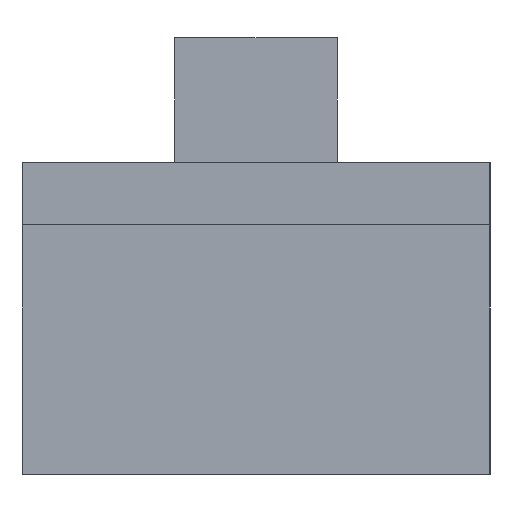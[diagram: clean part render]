
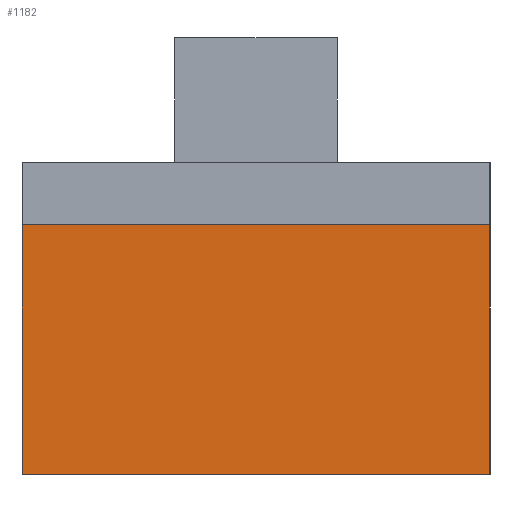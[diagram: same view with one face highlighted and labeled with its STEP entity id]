
A CAD part, left-side view. The second image highlights one B-rep face of the part: STEP entity #1182.
In plain terms, the highlighted planar face has unit normal (-1, 0, 0).
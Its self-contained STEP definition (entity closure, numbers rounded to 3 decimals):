
#259 = PLANE('',#260);
#260 = AXIS2_PLACEMENT_3D('',#261,#262,#263);
#261 = CARTESIAN_POINT('',(-70.,29.,-113.5));
#262 = DIRECTION('',(1.,0.,0.));
#263 = DIRECTION('',(0.,-1.,0.));
#589 = VERTEX_POINT('',#590);
#590 = CARTESIAN_POINT('',(-70.,-46.,-113.5));
#649 = PLANE('',#650);
#650 = AXIS2_PLACEMENT_3D('',#651,#652,#653);
#651 = CARTESIAN_POINT('',(-70.,-46.,-113.5));
#652 = DIRECTION('',(0.,-1.,0.));
#653 = DIRECTION('',(1.,0.,0.));
#721 = VERTEX_POINT('',#722);
#722 = CARTESIAN_POINT('',(-70.,29.,-113.5));
#757 = PLANE('',#758);
#758 = AXIS2_PLACEMENT_3D('',#759,#760,#761);
#759 = CARTESIAN_POINT('',(70.,29.,-113.5));
#760 = DIRECTION('',(0.,1.,0.));
#761 = DIRECTION('',(-1.,0.,0.));
#775 = EDGE_CURVE('',#721,#589,#776,.T.);
#776 = SURFACE_CURVE('',#777,(#781,#788),.PCURVE_S1.);
#777 = LINE('',#778,#779);
#778 = CARTESIAN_POINT('',(-70.,29.,-113.5));
#779 = VECTOR('',#780,1.);
#780 = DIRECTION('',(0.,-1.,0.));
#781 = PCURVE('',#259,#782);
#782 = DEFINITIONAL_REPRESENTATION('',(#783),#787);
#783 = LINE('',#784,#785);
#784 = CARTESIAN_POINT('',(0.,0.));
#785 = VECTOR('',#786,1.);
#786 = DIRECTION('',(1.,0.));
#787 = ( GEOMETRIC_REPRESENTATION_CONTEXT(2) 
PARAMETRIC_REPRESENTATION_CONTEXT() REPRESENTATION_CONTEXT('2D SPACE',''
  ) );
#788 = PCURVE('',#789,#794);
#789 = PLANE('',#790);
#790 = AXIS2_PLACEMENT_3D('',#791,#792,#793);
#791 = CARTESIAN_POINT('',(-70.,29.,-113.5));
#792 = DIRECTION('',(-1.,0.,0.));
#793 = DIRECTION('',(0.,-1.,0.));
#794 = DEFINITIONAL_REPRESENTATION('',(#795),#799);
#795 = LINE('',#796,#797);
#796 = CARTESIAN_POINT('',(0.,0.));
#797 = VECTOR('',#798,1.);
#798 = DIRECTION('',(1.,0.));
#799 = ( GEOMETRIC_REPRESENTATION_CONTEXT(2) 
PARAMETRIC_REPRESENTATION_CONTEXT() REPRESENTATION_CONTEXT('2D SPACE',''
  ) );
#1012 = EDGE_CURVE('',#589,#1013,#1015,.T.);
#1013 = VERTEX_POINT('',#1014);
#1014 = CARTESIAN_POINT('',(-70.,-46.,-153.5));
#1015 = SURFACE_CURVE('',#1016,(#1020,#1027),.PCURVE_S1.);
#1016 = LINE('',#1017,#1018);
#1017 = CARTESIAN_POINT('',(-70.,-46.,-113.5));
#1018 = VECTOR('',#1019,1.);
#1019 = DIRECTION('',(0.,0.,-1.));
#1020 = PCURVE('',#649,#1021);
#1021 = DEFINITIONAL_REPRESENTATION('',(#1022),#1026);
#1022 = LINE('',#1023,#1024);
#1023 = CARTESIAN_POINT('',(0.,0.));
#1024 = VECTOR('',#1025,1.);
#1025 = DIRECTION('',(0.,-1.));
#1026 = ( GEOMETRIC_REPRESENTATION_CONTEXT(2) 
PARAMETRIC_REPRESENTATION_CONTEXT() REPRESENTATION_CONTEXT('2D SPACE',''
  ) );
#1027 = PCURVE('',#789,#1028);
#1028 = DEFINITIONAL_REPRESENTATION('',(#1029),#1033);
#1029 = LINE('',#1030,#1031);
#1030 = CARTESIAN_POINT('',(75.,0.));
#1031 = VECTOR('',#1032,1.);
#1032 = DIRECTION('',(0.,-1.));
#1033 = ( GEOMETRIC_REPRESENTATION_CONTEXT(2) 
PARAMETRIC_REPRESENTATION_CONTEXT() REPRESENTATION_CONTEXT('2D SPACE',''
  ) );
#1051 = PLANE('',#1052);
#1052 = AXIS2_PLACEMENT_3D('',#1053,#1054,#1055);
#1053 = CARTESIAN_POINT('',(0.,-8.5,-153.5));
#1054 = DIRECTION('',(0.,0.,1.));
#1055 = DIRECTION('',(0.,1.,0.));
#1139 = VERTEX_POINT('',#1140);
#1140 = CARTESIAN_POINT('',(-70.,29.,-153.5));
#1161 = EDGE_CURVE('',#721,#1139,#1162,.T.);
#1162 = SURFACE_CURVE('',#1163,(#1167,#1174),.PCURVE_S1.);
#1163 = LINE('',#1164,#1165);
#1164 = CARTESIAN_POINT('',(-70.,29.,-113.5));
#1165 = VECTOR('',#1166,1.);
#1166 = DIRECTION('',(0.,0.,-1.));
#1167 = PCURVE('',#757,#1168);
#1168 = DEFINITIONAL_REPRESENTATION('',(#1169),#1173);
#1169 = LINE('',#1170,#1171);
#1170 = CARTESIAN_POINT('',(140.,0.));
#1171 = VECTOR('',#1172,1.);
#1172 = DIRECTION('',(0.,-1.));
#1173 = ( GEOMETRIC_REPRESENTATION_CONTEXT(2) 
PARAMETRIC_REPRESENTATION_CONTEXT() REPRESENTATION_CONTEXT('2D SPACE',''
  ) );
#1174 = PCURVE('',#789,#1175);
#1175 = DEFINITIONAL_REPRESENTATION('',(#1176),#1180);
#1176 = LINE('',#1177,#1178);
#1177 = CARTESIAN_POINT('',(0.,0.));
#1178 = VECTOR('',#1179,1.);
#1179 = DIRECTION('',(0.,-1.));
#1180 = ( GEOMETRIC_REPRESENTATION_CONTEXT(2) 
PARAMETRIC_REPRESENTATION_CONTEXT() REPRESENTATION_CONTEXT('2D SPACE',''
  ) );
#1182 = ADVANCED_FACE('',(#1183),#789,.T.);
#1183 = FACE_BOUND('',#1184,.T.);
#1184 = EDGE_LOOP('',(#1185,#1186,#1207,#1208));
#1185 = ORIENTED_EDGE('',*,*,#1161,.T.);
#1186 = ORIENTED_EDGE('',*,*,#1187,.T.);
#1187 = EDGE_CURVE('',#1139,#1013,#1188,.T.);
#1188 = SURFACE_CURVE('',#1189,(#1193,#1200),.PCURVE_S1.);
#1189 = LINE('',#1190,#1191);
#1190 = CARTESIAN_POINT('',(-70.,29.,-153.5));
#1191 = VECTOR('',#1192,1.);
#1192 = DIRECTION('',(0.,-1.,0.));
#1193 = PCURVE('',#789,#1194);
#1194 = DEFINITIONAL_REPRESENTATION('',(#1195),#1199);
#1195 = LINE('',#1196,#1197);
#1196 = CARTESIAN_POINT('',(0.,-40.));
#1197 = VECTOR('',#1198,1.);
#1198 = DIRECTION('',(1.,0.));
#1199 = ( GEOMETRIC_REPRESENTATION_CONTEXT(2) 
PARAMETRIC_REPRESENTATION_CONTEXT() REPRESENTATION_CONTEXT('2D SPACE',''
  ) );
#1200 = PCURVE('',#1051,#1201);
#1201 = DEFINITIONAL_REPRESENTATION('',(#1202),#1206);
#1202 = LINE('',#1203,#1204);
#1203 = CARTESIAN_POINT('',(37.5,70.));
#1204 = VECTOR('',#1205,1.);
#1205 = DIRECTION('',(-1.,0.));
#1206 = ( GEOMETRIC_REPRESENTATION_CONTEXT(2) 
PARAMETRIC_REPRESENTATION_CONTEXT() REPRESENTATION_CONTEXT('2D SPACE',''
  ) );
#1207 = ORIENTED_EDGE('',*,*,#1012,.F.);
#1208 = ORIENTED_EDGE('',*,*,#775,.F.);
